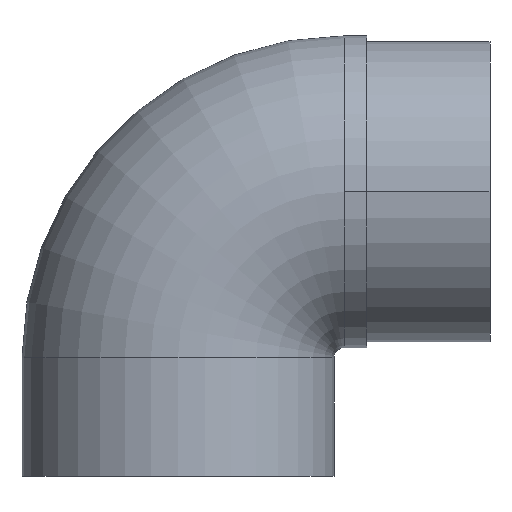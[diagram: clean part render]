
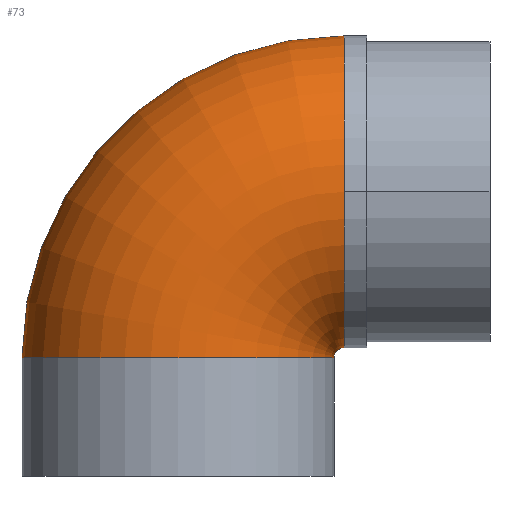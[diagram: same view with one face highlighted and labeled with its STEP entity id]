
A CAD part, front view. The second image highlights one B-rep face of the part: STEP entity #73.
In plain terms, the highlighted toroidal (fillet/blend) face has major radius 33 mm and minor radius 31 mm.
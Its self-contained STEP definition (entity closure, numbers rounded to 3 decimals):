
#73=ADVANCED_FACE('',(#144),#145,.T.);
#144=FACE_OUTER_BOUND('',#209,.T.);
#145=TOROIDAL_SURFACE('',#210,33.0,31.0);
#209=EDGE_LOOP('',(#352,#353,#354,#355,#356));
#210=AXIS2_PLACEMENT_3D('',#357,#358,#359);
#352=ORIENTED_EDGE('',*,*,#378,.T.);
#353=ORIENTED_EDGE('',*,*,#392,.T.);
#354=ORIENTED_EDGE('',*,*,#381,.T.);
#355=ORIENTED_EDGE('',*,*,#430,.T.);
#356=ORIENTED_EDGE('',*,*,#397,.T.);
#357=CARTESIAN_POINT('',(33.0,0.,23.5));
#358=DIRECTION('',(0.0,-1.0,0.0));
#359=DIRECTION('',(0.0,0.0,-1.0));
#378=EDGE_CURVE('',#439,#440,#441,.T.);
#381=EDGE_CURVE('',#446,#444,#447,.T.);
#392=EDGE_CURVE('',#440,#446,#465,.T.);
#397=EDGE_CURVE('',#472,#439,#473,.T.);
#430=EDGE_CURVE('',#444,#472,#518,.T.);
#439=VERTEX_POINT('',#527);
#440=VERTEX_POINT('',#528);
#441=CIRCLE('',#529,64.0);
#444=VERTEX_POINT('',#532);
#446=VERTEX_POINT('',#534);
#447=CIRCLE('',#535,2.0);
#465=CIRCLE('',#695,31.0);
#472=VERTEX_POINT('',#704);
#473=CIRCLE('',#705,31.0);
#518=CIRCLE('',#898,31.0);
#527=CARTESIAN_POINT('',(33.0,0.,87.5));
#528=CARTESIAN_POINT('',(-31.0,0.,23.5));
#529=AXIS2_PLACEMENT_3D('',#906,#907,#908);
#532=CARTESIAN_POINT('',(33.0,0.0,25.5));
#534=CARTESIAN_POINT('',(31.0,0.0,23.5));
#535=AXIS2_PLACEMENT_3D('',#915,#916,#917);
#695=AXIS2_PLACEMENT_3D('',#934,#935,#936);
#704=CARTESIAN_POINT('',(33.0,-31.0,56.5));
#705=AXIS2_PLACEMENT_3D('',#942,#943,#944);
#898=AXIS2_PLACEMENT_3D('',#994,#995,#996);
#906=CARTESIAN_POINT('',(33.0,0.,23.5));
#907=DIRECTION('',(0.0,-1.0,0.0));
#908=DIRECTION('',(0.0,0.0,-1.0));
#915=CARTESIAN_POINT('',(33.0,0.,23.5));
#916=DIRECTION('',(-0.0,1.0,0.0));
#917=DIRECTION('',(0.0,0.0,-1.0));
#934=CARTESIAN_POINT('',(0.0,0.0,23.5));
#935=DIRECTION('',(0.0,0.0,1.0));
#936=DIRECTION('',(1.0,0.0,0.0));
#942=CARTESIAN_POINT('',(33.0,0.,56.5));
#943=DIRECTION('',(-1.0,0.0,0.0));
#944=DIRECTION('',(0.0,0.,-1.0));
#994=CARTESIAN_POINT('',(33.0,0.,56.5));
#995=DIRECTION('',(-1.0,0.0,0.0));
#996=DIRECTION('',(0.0,0.,-1.0));
